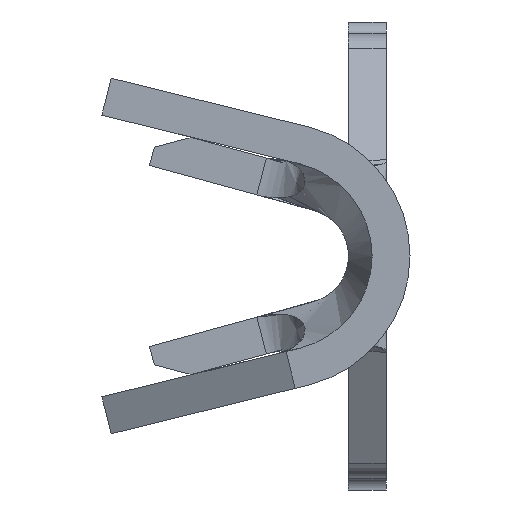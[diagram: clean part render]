
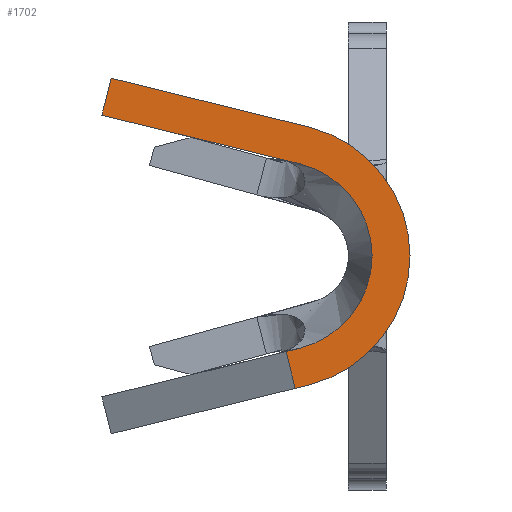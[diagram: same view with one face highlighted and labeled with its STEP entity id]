
A CAD part, left-side view. The second image highlights one B-rep face of the part: STEP entity #1702.
In plain terms, the highlighted planar face has unit normal (-1, 0, 0).
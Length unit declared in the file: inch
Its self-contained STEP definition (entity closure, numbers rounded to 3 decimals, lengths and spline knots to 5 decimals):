
#8 = ORIENTED_EDGE ( 'NONE', *, *, #1439, .T. ) ;
#53 = ORIENTED_EDGE ( 'NONE', *, *, #5583, .T. ) ;
#70 = ORIENTED_EDGE ( 'NONE', *, *, #659, .T. ) ;
#75 = ORIENTED_EDGE ( 'NONE', *, *, #2041, .T. ) ;
#147 = VECTOR ( 'NONE', #5779, 39.37008 ) ;
#236 = LINE ( 'NONE', #5843, #6024 ) ;
#500 = ORIENTED_EDGE ( 'NONE', *, *, #4187, .T. ) ;
#609 = VERTEX_POINT ( 'NONE', #2871 ) ;
#659 = EDGE_CURVE ( 'NONE', #609, #3021, #1399, .T. ) ;
#666 = ORIENTED_EDGE ( 'NONE', *, *, #1339, .T. ) ;
#688 = CARTESIAN_POINT ( 'NONE',  ( -0.56971, 0.23233, 0.15 ) ) ;
#834 = DIRECTION ( 'NONE',  ( 0., 0., 1. ) ) ;
#857 = DIRECTION ( 'NONE',  ( -1., 0., 0. ) ) ;
#965 = DIRECTION ( 'NONE',  ( 0., 0., 1. ) ) ;
#1001 = VERTEX_POINT ( 'NONE', #2055 ) ;
#1222 = DIRECTION ( 'NONE',  ( 0., -0.971, -0.24 ) ) ;
#1240 = VECTOR ( 'NONE', #1222, 39.37008 ) ;
#1284 = LINE ( 'NONE', #3880, #2553 ) ;
#1293 = CARTESIAN_POINT ( 'NONE',  ( -0.56971, 0.092, 0. ) ) ;
#1320 = CARTESIAN_POINT ( 'NONE',  ( -0.56971, 0.092, 0. ) ) ;
#1339 = EDGE_CURVE ( 'NONE', #3918, #4628, #7026, .T. ) ;
#1399 = CIRCLE ( 'NONE', #7092, 0.08 ) ;
#1435 = PLANE ( 'NONE',  #5297 ) ;
#1439 = EDGE_CURVE ( 'NONE', #2436, #2597, #1284, .T. ) ;
#1702 = ADVANCED_FACE ( 'NONE', ( #2454 ), #1435, .T. ) ;
#2041 = EDGE_CURVE ( 'NONE', #3021, #1001, #5953, .T. ) ;
#2055 = CARTESIAN_POINT ( 'NONE',  ( -0.56971, 0.08466, -0.08059 ) ) ;
#2206 = CARTESIAN_POINT ( 'NONE',  ( -0.56971, 0.07283, -0.07767 ) ) ;
#2231 = CARTESIAN_POINT ( 'NONE',  ( -0.56971, 0.06516, -0.10874 ) ) ;
#2436 = VERTEX_POINT ( 'NONE', #688 ) ;
#2454 = FACE_OUTER_BOUND ( 'NONE', #4554, .T. ) ;
#2553 = VECTOR ( 'NONE', #3983, 39.37008 ) ;
#2597 = VERTEX_POINT ( 'NONE', #6537 ) ;
#2760 = EDGE_CURVE ( 'NONE', #6310, #3918, #236, .T. ) ;
#2871 = CARTESIAN_POINT ( 'NONE',  ( -0.56971, 0.07283, 0.07767 ) ) ;
#2911 = EDGE_CURVE ( 'NONE', #1001, #6310, #5557, .T. ) ;
#3021 = VERTEX_POINT ( 'NONE', #2206 ) ;
#3252 = CARTESIAN_POINT ( 'NONE',  ( -0.56971, 0.06516, 0.10874 ) ) ;
#3256 = DIRECTION ( 'NONE',  ( 0., 0., 1. ) ) ;
#3287 = DIRECTION ( 'NONE',  ( 1., 0., 0. ) ) ;
#3311 = CARTESIAN_POINT ( 'NONE',  ( -0.56971, 0.092, 0. ) ) ;
#3337 = CARTESIAN_POINT ( 'NONE',  ( -0.56971, 0.12988, 0.10259 ) ) ;
#3468 = DIRECTION ( 'NONE',  ( 0., -0.24, -0.971 ) ) ;
#3755 = CARTESIAN_POINT ( 'NONE',  ( -0.56971, 0.06516, 0.10874 ) ) ;
#3880 = CARTESIAN_POINT ( 'NONE',  ( -0.56971, 0.24, 0.11893 ) ) ;
#3903 = VECTOR ( 'NONE', #4802, 39.37008 ) ;
#3918 = VERTEX_POINT ( 'NONE', #2231 ) ;
#3983 = DIRECTION ( 'NONE',  ( 0., 0.24, -0.971 ) ) ;
#4187 = EDGE_CURVE ( 'NONE', #4628, #2436, #5243, .T. ) ;
#4425 = AXIS2_PLACEMENT_3D ( 'NONE', #1293, #6532, #965 ) ;
#4554 = EDGE_LOOP ( 'NONE', ( #6580, #5518, #666, #500, #8, #53, #70, #75 ) ) ;
#4628 = VERTEX_POINT ( 'NONE', #3252 ) ;
#4683 = CARTESIAN_POINT ( 'NONE',  ( -0.56971, 0.07283, 0.07767 ) ) ;
#4802 = DIRECTION ( 'NONE',  ( 0., 0.971, 0.24 ) ) ;
#5243 = LINE ( 'NONE', #3755, #3903 ) ;
#5297 = AXIS2_PLACEMENT_3D ( 'NONE', #1320, #857, #834 ) ;
#5371 = DIRECTION ( 'NONE',  ( 0., -0.971, 0.24 ) ) ;
#5409 = VECTOR ( 'NONE', #3468, 39.37008 ) ;
#5518 = ORIENTED_EDGE ( 'NONE', *, *, #2760, .T. ) ;
#5542 = LINE ( 'NONE', #4683, #1240 ) ;
#5557 = LINE ( 'NONE', #3337, #5409 ) ;
#5583 = EDGE_CURVE ( 'NONE', #2597, #609, #5542, .T. ) ;
#5757 = CARTESIAN_POINT ( 'NONE',  ( -0.56971, 0.07283, -0.07767 ) ) ;
#5779 = DIRECTION ( 'NONE',  ( 0., 0.971, -0.24 ) ) ;
#5843 = CARTESIAN_POINT ( 'NONE',  ( -0.56971, 0.06516, -0.10874 ) ) ;
#5953 = LINE ( 'NONE', #5757, #147 ) ;
#6024 = VECTOR ( 'NONE', #5371, 39.37008 ) ;
#6310 = VERTEX_POINT ( 'NONE', #7077 ) ;
#6532 = DIRECTION ( 'NONE',  ( -1., 0., 0. ) ) ;
#6537 = CARTESIAN_POINT ( 'NONE',  ( -0.56971, 0.24, 0.11893 ) ) ;
#6580 = ORIENTED_EDGE ( 'NONE', *, *, #2911, .T. ) ;
#7026 = CIRCLE ( 'NONE', #4425, 0.112 ) ;
#7077 = CARTESIAN_POINT ( 'NONE',  ( -0.56971, 0.07699, -0.11166 ) ) ;
#7092 = AXIS2_PLACEMENT_3D ( 'NONE', #3311, #3287, #3256 ) ;
